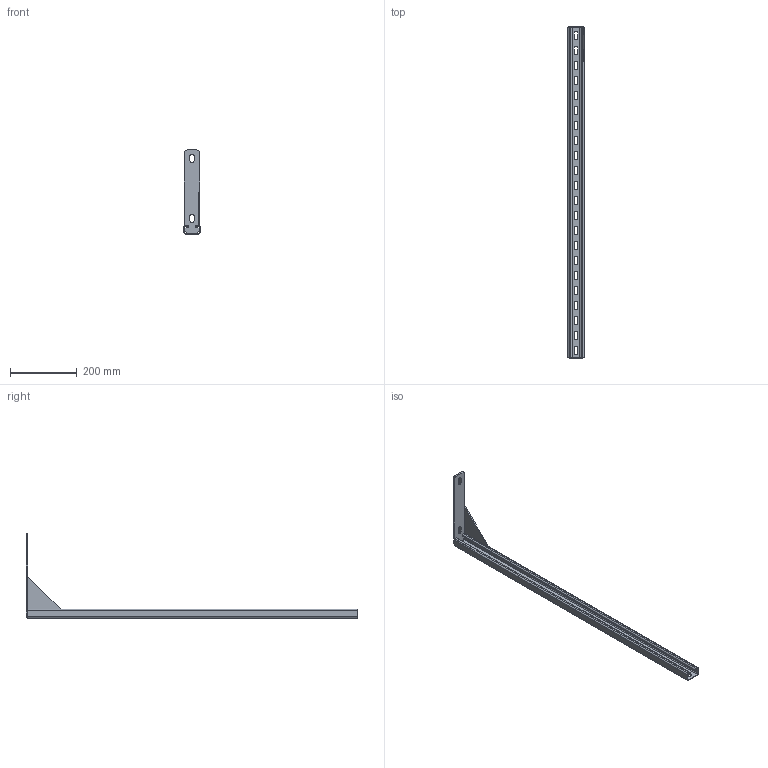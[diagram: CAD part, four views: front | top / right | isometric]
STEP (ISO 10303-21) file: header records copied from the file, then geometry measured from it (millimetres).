
FILE_DESCRIPTION (( 'STEP AP203' ), '1' );
FILE_NAME ('10-02-1435.STEP', '2013-05-02T12:00:36', ( 'asennus' ), ( '' ), 'SwSTEP 2.0', 'SolidWorks 2013', '' );
FILE_SCHEMA (( 'CONFIG_CONTROL_DESIGN' ));
Length unit declared in the file: millimetre
Products named in the file (1): 10-02-1435
Bounding box: 48 x 995 x 252 mm (x, y, z)
Volume: 290824.2 mm3; surface area: 266136.9 mm2
Topology: 3 solids, 3 shells, 197 faces, 525 edges, 334 vertices
Faces by surface type: plane 107, cylinder 90
Entity records: 6284 total; most frequent: DIRECTION 1101, CARTESIAN_POINT 1057, ORIENTED_EDGE 1050, EDGE_CURVE 525, AXIS2_PLACEMENT_3D 378, VECTOR 345, LINE 345, VERTEX_POINT 334
